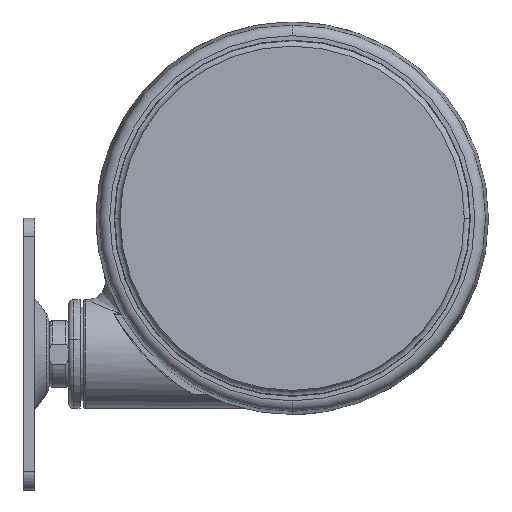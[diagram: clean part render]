
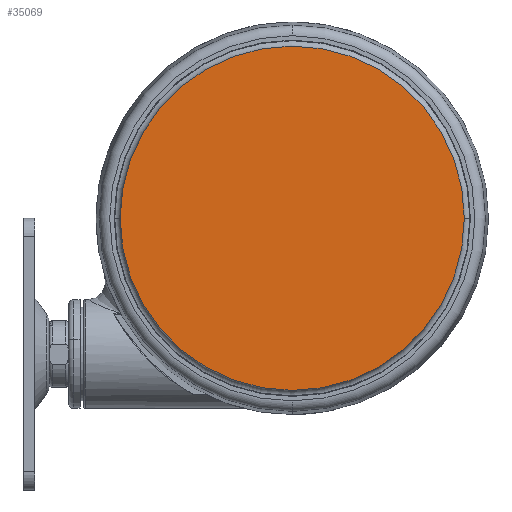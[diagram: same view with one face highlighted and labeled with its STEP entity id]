
A CAD part, left-side view. The second image highlights one B-rep face of the part: STEP entity #35069.
In plain terms, the highlighted face is planar.
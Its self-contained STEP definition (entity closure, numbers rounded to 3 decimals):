
#3289 = ORIENTED_EDGE ( 'NONE', *, *, #44991, .T. ) ;
#7145 = CARTESIAN_POINT ( 'NONE',  ( 0., 0., -68.2 ) ) ;
#7680 = ORIENTED_EDGE ( 'NONE', *, *, #37068, .T. ) ;
#9232 = CARTESIAN_POINT ( 'NONE',  ( 0.61, 56.997, -68.2 ) ) ;
#9689 = CIRCLE ( 'NONE', #51596, 57. ) ;
#12962 = DIRECTION ( 'NONE',  ( -0.011, -1., 0. ) ) ;
#14911 = VERTEX_POINT ( 'NONE', #26933 ) ;
#16339 = CARTESIAN_POINT ( 'NONE',  ( 0., 0., -68.2 ) ) ;
#17644 = CARTESIAN_POINT ( 'NONE',  ( 0., 0., -68.2 ) ) ;
#22108 = DIRECTION ( 'NONE',  ( -0.011, -1., 0. ) ) ;
#23459 = DIRECTION ( 'NONE',  ( 0., 0., -1. ) ) ;
#26933 = CARTESIAN_POINT ( 'NONE',  ( -0.61, -56.997, -68.2 ) ) ;
#35069 = ADVANCED_FACE ( 'NONE', ( #53087 ), #52094, .T. ) ;
#36271 = EDGE_LOOP ( 'NONE', ( #7680, #3289 ) ) ;
#37068 = EDGE_CURVE ( 'NONE', #67277, #14911, #42885, .T. ) ;
#40379 = AXIS2_PLACEMENT_3D ( 'NONE', #16339, #56551, #22108 ) ;
#42885 = CIRCLE ( 'NONE', #40379, 57. ) ;
#44991 = EDGE_CURVE ( 'NONE', #14911, #67277, #9689, .T. ) ;
#47463 = DIRECTION ( 'NONE',  ( 0., 0., -1. ) ) ;
#51596 = AXIS2_PLACEMENT_3D ( 'NONE', #7145, #47463, #12962 ) ;
#52094 = PLANE ( 'NONE',  #57108 ) ;
#53087 = FACE_OUTER_BOUND ( 'NONE', #36271, .T. ) ;
#56551 = DIRECTION ( 'NONE',  ( 0., 0., -1. ) ) ;
#57108 = AXIS2_PLACEMENT_3D ( 'NONE', #17644, #23459, #63633 ) ;
#63633 = DIRECTION ( 'NONE',  ( -0.011, -1., 0. ) ) ;
#67277 = VERTEX_POINT ( 'NONE', #9232 ) ;
